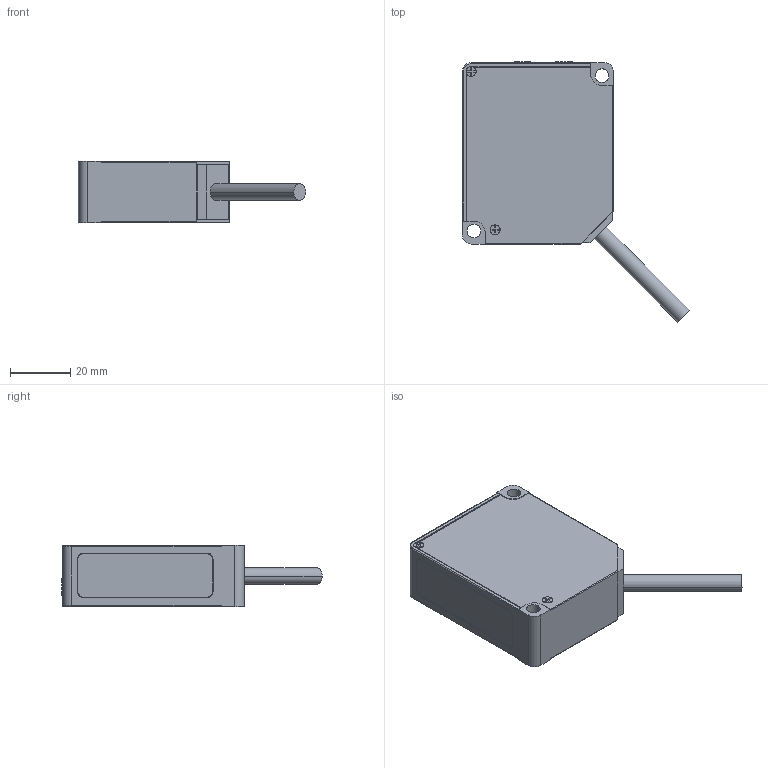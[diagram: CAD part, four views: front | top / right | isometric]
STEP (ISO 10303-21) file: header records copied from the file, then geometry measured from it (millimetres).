
FILE_DESCRIPTION((''),'2;1');
FILE_NAME('ASM0001_ASM','2017-12-25T',('Gavin'),(''),'PRO/ENGINEER BY PARAMETRIC TECHNOLOGY CORPORATION, 2009440','PRO/ENGINEER BY PARAMETRIC TECHNOLOGY CORPORATION, 2009440','');
FILE_SCHEMA(('CONFIG_CONTROL_DESIGN'));
Length unit declared in the file: millimetre
Products named in the file (3): ____-____7; ____2; ASM0001_ASM
Assembly tree (2 placements, depth 2):
  ASM0001_ASM
    ____-____7
    ____2
Bounding box: 75.18 x 86.15 x 20.4 mm (x, y, z)
Volume: 56221.3 mm3; surface area: 13973.5 mm2
Topology: 2 solids, 2 shells, 180 faces, 448 edges, 296 vertices
Faces by surface type: plane 131, cylinder 47, torus 2
Entity records: 5426 total; most frequent: CARTESIAN_POINT 943, DIRECTION 910, ORIENTED_EDGE 896, EDGE_CURVE 448, VECTOR 348, LINE 348, VERTEX_POINT 296, AXIS2_PLACEMENT_3D 281
